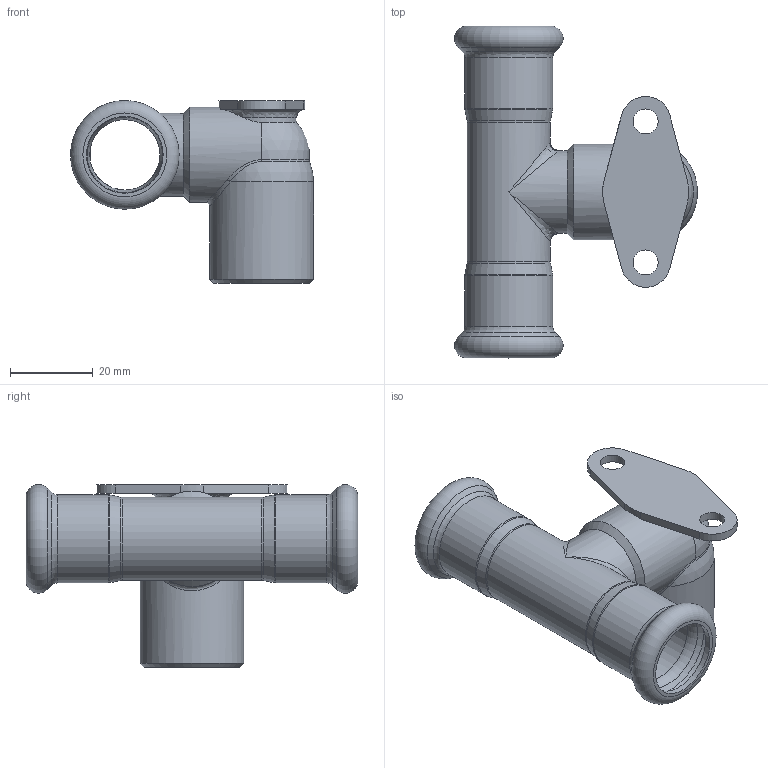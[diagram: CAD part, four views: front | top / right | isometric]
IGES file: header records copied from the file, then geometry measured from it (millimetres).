
Global section: file name: No Iges File Name specified; native system: Autodesk Inventor 2012; preprocessor: AutoDesk Inventor Iges Exporter R2012; author: frosmini; date: 20130502.114733; units: millimetre
Bounding box: 58.6 x 80 x 44.1 mm (x, y, z)
Volume: 22785.3 mm3; surface area: 18340.6 mm2
Topology: 1 solids, 1 shells, 67 faces, 155 edges, 87 vertices
Faces by surface type: revolution 25, plane 12, cylinder 11, cone 6, torus 6, bspline 5, sphere 2
Full cylindrical faces by diameter (mm): 20 x2, 21.2 x2, 23 x1, 25 x1
